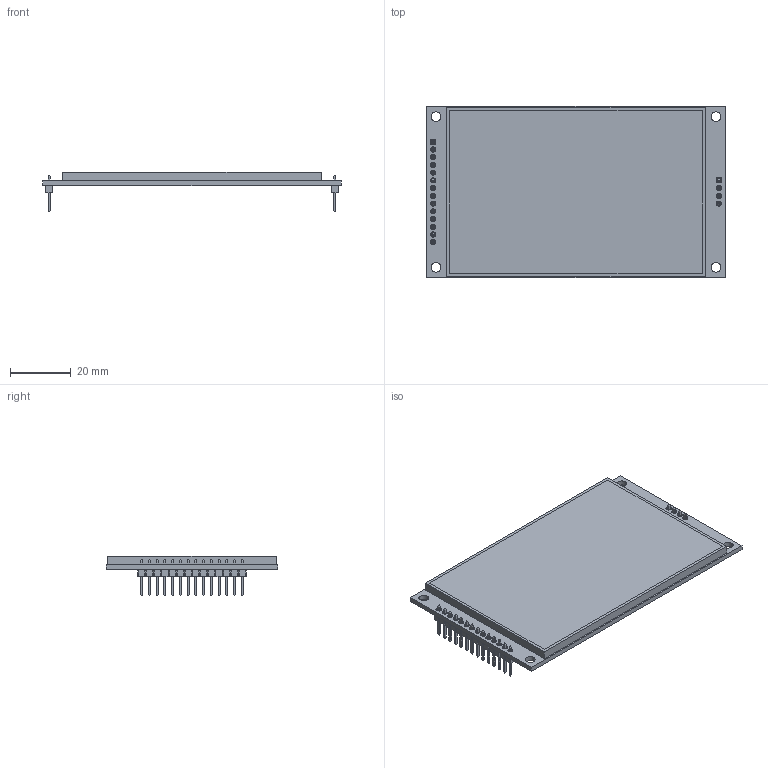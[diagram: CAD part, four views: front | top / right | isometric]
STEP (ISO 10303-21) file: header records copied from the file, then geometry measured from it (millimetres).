
FILE_DESCRIPTION (( 'STEP AP214' ), '1' );
FILE_NAME ('LCD_TFT_SPI_3.5_ILI9488.STEP', '2021-03-20T16:50:18', ( '' ), ( '' ), 'SwSTEP 2.0', 'SolidWorks 2017', '' );
FILE_SCHEMA (( 'AUTOMOTIVE_DESIGN' ));
Length unit declared in the file: millimetre
Products named in the file (4): LCD_TFT_SPI_3.5_ILI9488; Circuit Board; conn_01x14x2.54mm; conn_01x04x2.54mm
Assembly tree (3 placements, depth 2):
  LCD_TFT_SPI_3.5_ILI9488
    Circuit Board
    conn_01x04x2.54mm
    conn_01x14x2.54mm
Bounding box: 98 x 56.34 x 13.04 mm (x, y, z)
Volume: 22267.4 mm3; surface area: 24044 mm2
Topology: 24 solids, 24 shells, 702 faces, 1632 edges, 1016 vertices
Faces by surface type: plane 582, cylinder 120
Entity records: 26698 total; most frequent: CARTESIAN_POINT 3356, DIRECTION 3288, ORIENTED_EDGE 3264, EDGE_CURVE 1632, VECTOR 1392, LINE 1392, VERTEX_POINT 1016, AXIS2_PLACEMENT_3D 948
